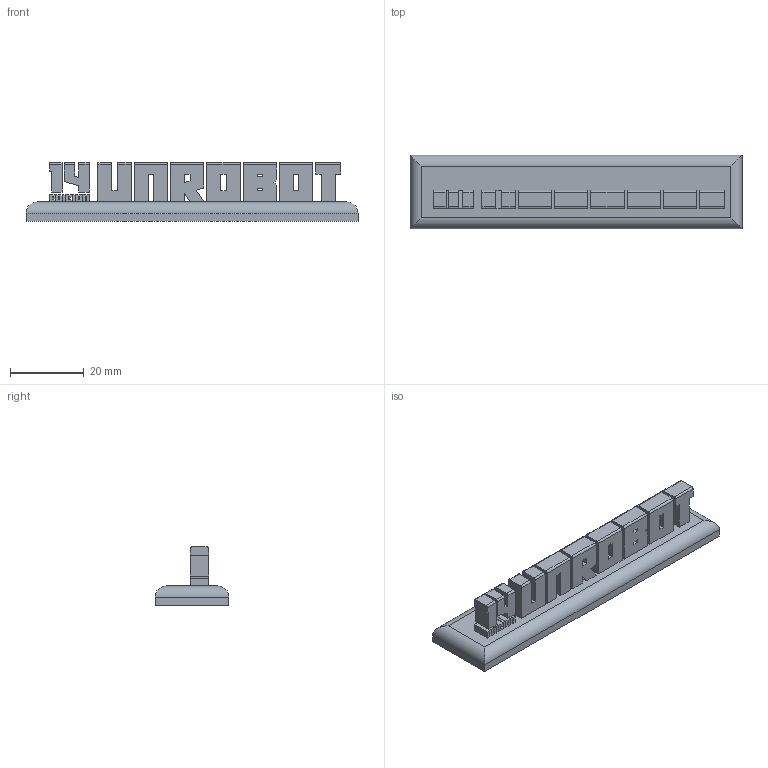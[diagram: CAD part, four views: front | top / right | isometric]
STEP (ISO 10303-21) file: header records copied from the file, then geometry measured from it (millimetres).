
FILE_DESCRIPTION(/* description */ (''),/* implementation_level */ '2;1');
FILE_NAME(/* name */ 'UN_robot_big.step',/* time_stamp */ '2021-10-07T07:50:07-05:00',/* author */ (''),/* organization */ (''),/* preprocessor_version */ 'ST-DEVELOPER v18.1',/* originating_system */ 'Autodesk Translation Framework v10.10.0.1391',/* authorisation */ '');
FILE_SCHEMA (('AUTOMOTIVE_DESIGN { 1 0 10303 214 3 1 1 }'));
Length unit declared in the file: millimetre
Products named in the file (1): UN_robot
Bounding box: 90 x 20 x 15.82 mm (x, y, z)
Volume: 12240.1 mm3; surface area: 8080.8 mm2
Topology: 17 solids, 17 shells, 203 faces, 503 edges, 334 vertices
Faces by surface type: plane 177, cylinder 26
Entity records: 5978 total; most frequent: CARTESIAN_POINT 1041, ORIENTED_EDGE 1006, DIRECTION 959, EDGE_CURVE 503, LINE 455, VECTOR 455, VERTEX_POINT 334, AXIS2_PLACEMENT_3D 252
